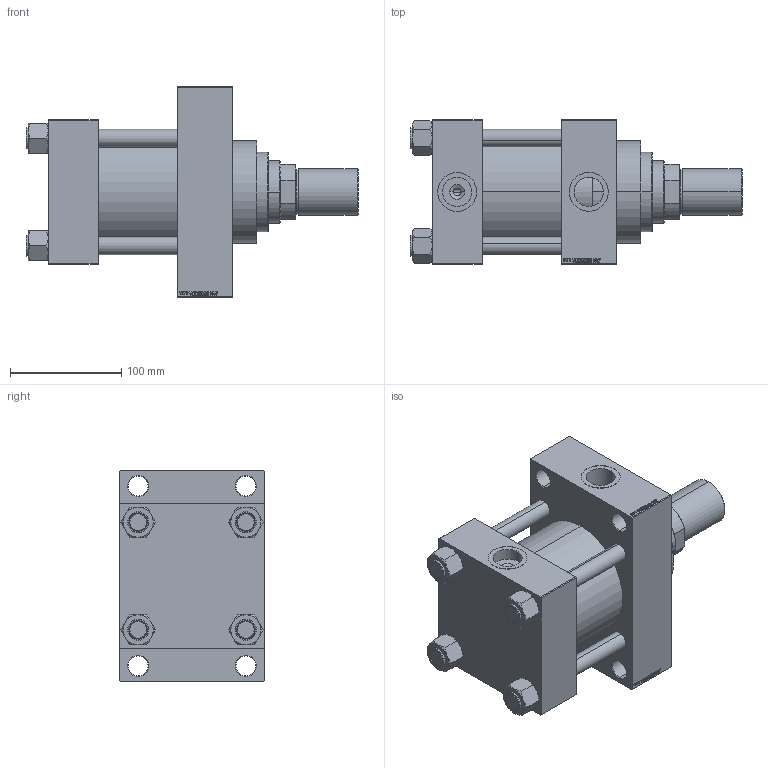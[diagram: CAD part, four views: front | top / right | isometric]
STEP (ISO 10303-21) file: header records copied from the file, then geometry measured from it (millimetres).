
FILE_DESCRIPTION (( 'STEP AP203' ), '1' );
FILE_NAME ('cb99.STEP', '2022-04-14T13:01:17', ( '' ), ( '' ), 'SwSTEP 2.0', 'SolidWorks 2019', '' );
FILE_SCHEMA (( 'CONFIG_CONTROL_DESIGN' ));
Length unit declared in the file: millimetre
Products named in the file (7): V215CR_VCP_D fcc941b1352f3ca015a437a79102cf47; V215CR_D_TYCINKA fcc941b1352f3ca015a437a79102cf47; NUT_M5_D fcc941b1352f3ca015a437a79102cf47; V215CR_D_Body fcc941b1352f3ca015a437a79102cf47; ROD_END_AH fcc941b1352f3ca015a437a79102cf47; V215_VC_A fcc941b1352f3ca015a437a79102cf47; cb99
Assembly tree (12 placements, depth 2):
  cb99
    V215CR_D_Body fcc941b1352f3ca015a437a79102cf47
    V215CR_VCP_D fcc941b1352f3ca015a437a79102cf47
    NUT_M5_D fcc941b1352f3ca015a437a79102cf47  x4
    V215CR_D_TYCINKA fcc941b1352f3ca015a437a79102cf47  x4
    V215_VC_A fcc941b1352f3ca015a437a79102cf47
    ROD_END_AH fcc941b1352f3ca015a437a79102cf47
Bounding box: 299 x 130 x 190 mm (x, y, z)
Volume: 2704967.9 mm3; surface area: 372485.1 mm2
Topology: 12 solids, 12 shells, 1173 faces, 2953 edges, 1919 vertices
Faces by surface type: plane 551, bspline 368, cone 148, cylinder 96, torus 10
Entity records: 48434 total; most frequent: CARTESIAN_POINT 25323, ORIENTED_EDGE 5170, DIRECTION 3383, EDGE_CURVE 2585, VERTEX_POINT 1697, VECTOR 1541, LINE 1541, EDGE_LOOP 1152
